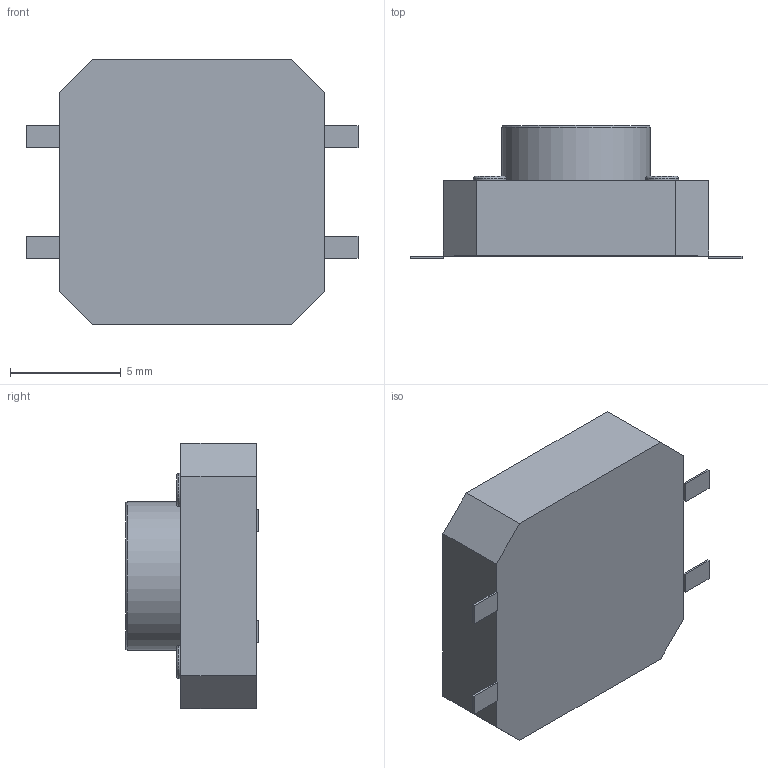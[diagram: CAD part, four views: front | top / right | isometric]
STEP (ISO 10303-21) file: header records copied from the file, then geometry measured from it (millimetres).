
FILE_DESCRIPTION(/* description */ (''),/* implementation_level */ '2;1');
FILE_NAME(/* name */ 'GT-TC149X v2.step',/* time_stamp */ '2025-07-29T10:19:38-04:00',/* author */ (''),/* organization */ (''),/* preprocessor_version */ 'ST-DEVELOPER v20.1',/* originating_system */ 'Autodesk Translation Framework v14.10.0.0',/* authorisation */ '');
FILE_SCHEMA (('AUTOMOTIVE_DESIGN { 1 0 10303 214 3 1 1 }'));
Length unit declared in the file: millimetre
Products named in the file (1): GT-TC149X
Bounding box: 15 x 6 x 12 mm (x, y, z)
Volume: 666.6 mm3; surface area: 905.5 mm2
Topology: 11 solids, 11 shells, 73 faces, 150 edges, 100 vertices
Faces by surface type: plane 63, torus 5, cylinder 5
Full cylindrical faces by diameter (mm): 1.5 x4, 6.7 x1
Entity records: 1946 total; most frequent: CARTESIAN_POINT 324, DIRECTION 323, ORIENTED_EDGE 300, EDGE_CURVE 150, LINE 125, VECTOR 125, VERTEX_POINT 100, AXIS2_PLACEMENT_3D 99
